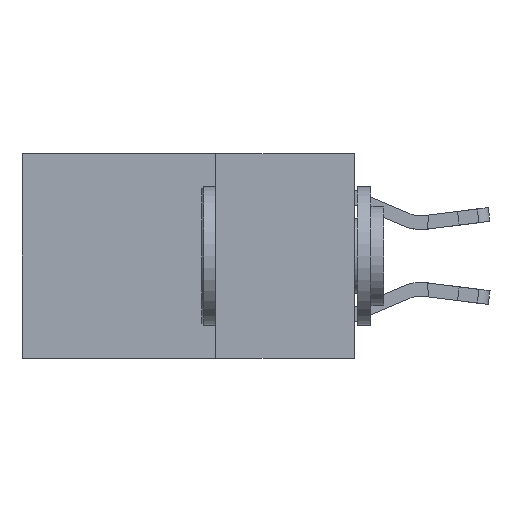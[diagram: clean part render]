
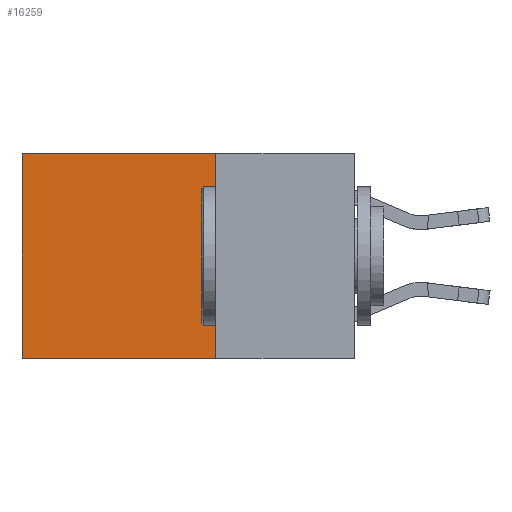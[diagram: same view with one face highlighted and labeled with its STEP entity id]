
A CAD part, left-side view. The second image highlights one B-rep face of the part: STEP entity #16259.
In plain terms, the highlighted planar face has unit normal (-1, 0, 0).
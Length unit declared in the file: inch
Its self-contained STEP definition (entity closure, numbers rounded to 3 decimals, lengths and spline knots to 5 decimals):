
#284 = ORIENTED_EDGE ( 'NONE', *, *, #16661, .F. ) ;
#721 = ORIENTED_EDGE ( 'NONE', *, *, #8105, .T. ) ;
#1534 = CARTESIAN_POINT ( 'NONE',  ( 0.2625, 0.6, 0. ) ) ;
#1651 = CARTESIAN_POINT ( 'NONE',  ( 0.2625, 0.25, 0. ) ) ;
#1731 = VERTEX_POINT ( 'NONE', #13773 ) ;
#1928 = CARTESIAN_POINT ( 'NONE',  ( 0.2625, 0.25, -0.37 ) ) ;
#2357 = LINE ( 'NONE', #1651, #2846 ) ;
#2846 = VECTOR ( 'NONE', #19223, 39.37008 ) ;
#3716 = EDGE_CURVE ( 'NONE', #11750, #15286, #13597, .T. ) ;
#4191 = CARTESIAN_POINT ( 'NONE',  ( 0.2625, 0.6, -0.37 ) ) ;
#5390 = PLANE ( 'NONE',  #6690 ) ;
#5987 = VECTOR ( 'NONE', #15837, 39.37008 ) ;
#6690 = AXIS2_PLACEMENT_3D ( 'NONE', #14934, #10204, #18187 ) ;
#7536 = LINE ( 'NONE', #9267, #13504 ) ;
#7659 = DIRECTION ( 'NONE',  ( 0., 1., 0. ) ) ;
#8010 = CARTESIAN_POINT ( 'NONE',  ( 0.2625, 0.6, 0. ) ) ;
#8105 = EDGE_CURVE ( 'NONE', #1731, #11656, #7536, .T. ) ;
#9267 = CARTESIAN_POINT ( 'NONE',  ( 0.2625, 0.25, 0. ) ) ;
#9862 = DIRECTION ( 'NONE',  ( 0., 1., 0. ) ) ;
#10204 = DIRECTION ( 'NONE',  ( 1., 0., 0. ) ) ;
#10243 = LINE ( 'NONE', #1534, #5987 ) ;
#10720 = ORIENTED_EDGE ( 'NONE', *, *, #3716, .F. ) ;
#11656 = VERTEX_POINT ( 'NONE', #8010 ) ;
#11750 = VERTEX_POINT ( 'NONE', #1928 ) ;
#12602 = VECTOR ( 'NONE', #9862, 39.37008 ) ;
#13487 = EDGE_CURVE ( 'NONE', #11656, #15286, #10243, .T. ) ;
#13504 = VECTOR ( 'NONE', #7659, 39.37008 ) ;
#13597 = LINE ( 'NONE', #16102, #12602 ) ;
#13773 = CARTESIAN_POINT ( 'NONE',  ( 0.2625, 0.25, 0. ) ) ;
#14934 = CARTESIAN_POINT ( 'NONE',  ( 0.2625, 0.25, 0. ) ) ;
#15124 = FACE_OUTER_BOUND ( 'NONE', #17030, .T. ) ;
#15286 = VERTEX_POINT ( 'NONE', #4191 ) ;
#15837 = DIRECTION ( 'NONE',  ( 0., 0., -1. ) ) ;
#15950 = ORIENTED_EDGE ( 'NONE', *, *, #13487, .T. ) ;
#16102 = CARTESIAN_POINT ( 'NONE',  ( 0.2625, 0.25, -0.37 ) ) ;
#16259 = ADVANCED_FACE ( 'NONE', ( #15124 ), #5390, .F. ) ;
#16661 = EDGE_CURVE ( 'NONE', #1731, #11750, #2357, .T. ) ;
#17030 = EDGE_LOOP ( 'NONE', ( #15950, #10720, #284, #721 ) ) ;
#18187 = DIRECTION ( 'NONE',  ( 0., 0., -1. ) ) ;
#19223 = DIRECTION ( 'NONE',  ( 0., 0., -1. ) ) ;
